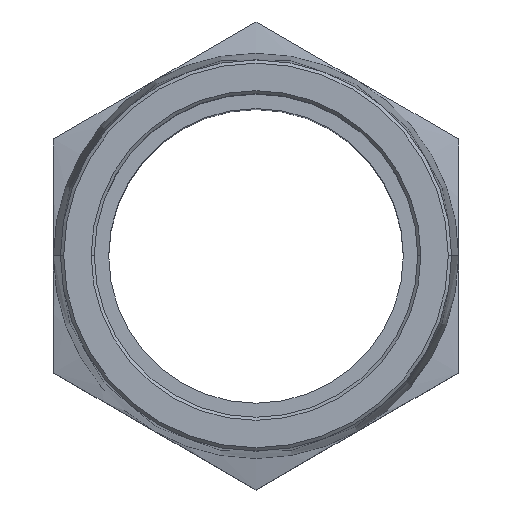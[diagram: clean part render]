
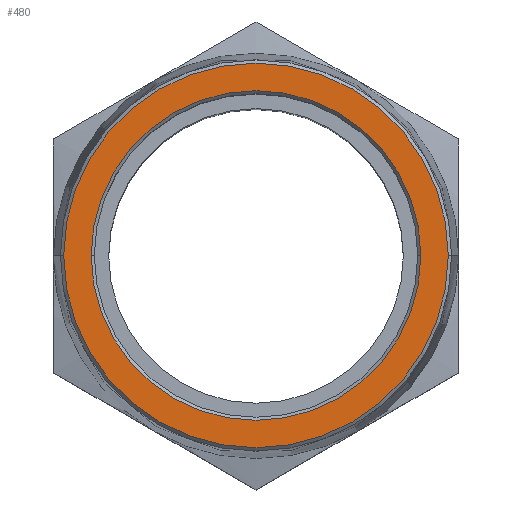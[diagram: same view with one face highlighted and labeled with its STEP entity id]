
A CAD part, top view. The second image highlights one B-rep face of the part: STEP entity #480.
In plain terms, the highlighted planar face has unit normal (0, 0, 1).
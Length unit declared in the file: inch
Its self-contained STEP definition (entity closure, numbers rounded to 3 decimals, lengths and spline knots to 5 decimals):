
#28 = CIRCLE ( 'NONE', #248, 0.537 ) ;
#91 = EDGE_CURVE ( 'NONE', #525, #844, #1088, .T. ) ;
#119 = EDGE_CURVE ( 'NONE', #866, #471, #134, .T. ) ;
#134 = CIRCLE ( 'NONE', #1238, 0.537 ) ;
#208 = AXIS2_PLACEMENT_3D ( 'NONE', #1369, #1160, #946 ) ;
#248 = AXIS2_PLACEMENT_3D ( 'NONE', #926, #1350, #726 ) ;
#261 = ORIENTED_EDGE ( 'NONE', *, *, #119, .T. ) ;
#266 = ORIENTED_EDGE ( 'NONE', *, *, #825, .T. ) ;
#306 = AXIS2_PLACEMENT_3D ( 'NONE', #612, #1364, #1376 ) ;
#359 = EDGE_LOOP ( 'NONE', ( #261, #1185 ) ) ;
#412 = CARTESIAN_POINT ( 'NONE',  ( 0.62652, 0., 2.72 ) ) ;
#415 = ORIENTED_EDGE ( 'NONE', *, *, #91, .T. ) ;
#471 = VERTEX_POINT ( 'NONE', #943 ) ;
#480 = ADVANCED_FACE ( 'NONE', ( #1163, #951 ), #1358, .T. ) ;
#499 = DIRECTION ( 'NONE',  ( 0., 0., -1. ) ) ;
#525 = VERTEX_POINT ( 'NONE', #412 ) ;
#546 = AXIS2_PLACEMENT_3D ( 'NONE', #806, #937, #698 ) ;
#612 = CARTESIAN_POINT ( 'NONE',  ( 0., 0., 2.72 ) ) ;
#629 = DIRECTION ( 'NONE',  ( 1., 0., 0. ) ) ;
#698 = DIRECTION ( 'NONE',  ( 1., 0., 0. ) ) ;
#726 = DIRECTION ( 'NONE',  ( 1., 0., 0. ) ) ;
#806 = CARTESIAN_POINT ( 'NONE',  ( 0., 0., 2.72 ) ) ;
#825 = EDGE_CURVE ( 'NONE', #844, #525, #1194, .T. ) ;
#844 = VERTEX_POINT ( 'NONE', #1355 ) ;
#866 = VERTEX_POINT ( 'NONE', #1060 ) ;
#910 = EDGE_CURVE ( 'NONE', #471, #866, #28, .T. ) ;
#926 = CARTESIAN_POINT ( 'NONE',  ( 0., 0., 2.72 ) ) ;
#937 = DIRECTION ( 'NONE',  ( 0., 0., 1. ) ) ;
#943 = CARTESIAN_POINT ( 'NONE',  ( -0.537, 0., 2.72 ) ) ;
#946 = DIRECTION ( 'NONE',  ( 1., 0., 0. ) ) ;
#951 = FACE_OUTER_BOUND ( 'NONE', #1074, .T. ) ;
#1060 = CARTESIAN_POINT ( 'NONE',  ( 0.537, 0., 2.72 ) ) ;
#1074 = EDGE_LOOP ( 'NONE', ( #266, #415 ) ) ;
#1088 = CIRCLE ( 'NONE', #546, 0.62652 ) ;
#1135 = CARTESIAN_POINT ( 'NONE',  ( 0., 0., 2.72 ) ) ;
#1160 = DIRECTION ( 'NONE',  ( 0., 0., 1. ) ) ;
#1163 = FACE_BOUND ( 'NONE', #359, .T. ) ;
#1185 = ORIENTED_EDGE ( 'NONE', *, *, #910, .T. ) ;
#1194 = CIRCLE ( 'NONE', #208, 0.62652 ) ;
#1238 = AXIS2_PLACEMENT_3D ( 'NONE', #1135, #499, #629 ) ;
#1350 = DIRECTION ( 'NONE',  ( 0., 0., -1. ) ) ;
#1355 = CARTESIAN_POINT ( 'NONE',  ( -0.62652, 0., 2.72 ) ) ;
#1358 = PLANE ( 'NONE',  #306 ) ;
#1364 = DIRECTION ( 'NONE',  ( 0., 0., 1. ) ) ;
#1369 = CARTESIAN_POINT ( 'NONE',  ( 0., 0., 2.72 ) ) ;
#1376 = DIRECTION ( 'NONE',  ( 1., 0., 0. ) ) ;
